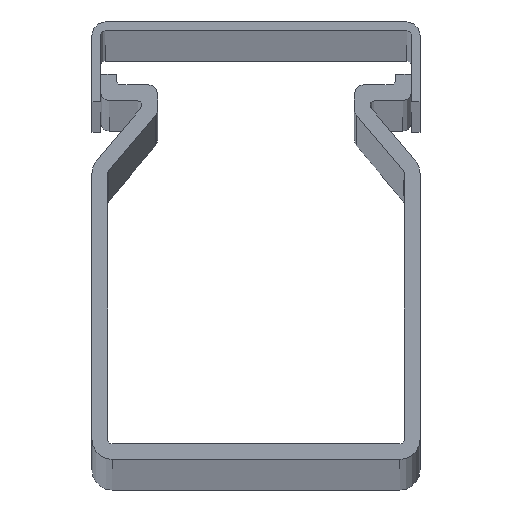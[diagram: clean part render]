
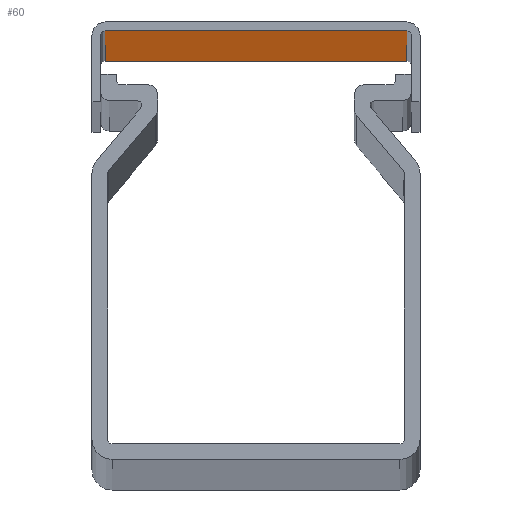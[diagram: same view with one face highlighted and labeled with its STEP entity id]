
A CAD part, top view. The second image highlights one B-rep face of the part: STEP entity #60.
In plain terms, the highlighted face is planar.
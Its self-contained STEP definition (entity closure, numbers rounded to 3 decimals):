
#60 = ADVANCED_FACE ( 'NONE', ( #2682 ), #2638, .T. ) ;
#259 = EDGE_CURVE ( 'NONE', #1704, #1778, #270, .T. ) ;
#270 = LINE ( 'NONE', #947, #914 ) ;
#438 = CARTESIAN_POINT ( 'NONE',  ( 0., 17.75, 74.066 ) ) ;
#544 = ORIENTED_EDGE ( 'NONE', *, *, #259, .T. ) ;
#713 = CARTESIAN_POINT ( 'NONE',  ( 0., -16.75, 74.066 ) ) ;
#765 = DIRECTION ( 'NONE',  ( 0., 0., -1. ) ) ;
#772 = CARTESIAN_POINT ( 'NONE',  ( 500., -10.5, 74.066 ) ) ;
#817 = VECTOR ( 'NONE', #2053, 1000. ) ;
#849 = ORIENTED_EDGE ( 'NONE', *, *, #1034, .F. ) ;
#914 = VECTOR ( 'NONE', #939, 1000. ) ;
#939 = DIRECTION ( 'NONE',  ( 1., 0., 0. ) ) ;
#947 = CARTESIAN_POINT ( 'NONE',  ( 500., 17.75, 74.066 ) ) ;
#963 = DIRECTION ( 'NONE',  ( -1., 0., 0. ) ) ;
#1012 = EDGE_LOOP ( 'NONE', ( #2666, #544, #849, #2253 ) ) ;
#1034 = EDGE_CURVE ( 'NONE', #1887, #1778, #1465, .T. ) ;
#1051 = VERTEX_POINT ( 'NONE', #713 ) ;
#1168 = CARTESIAN_POINT ( 'NONE',  ( 500., -16.75, 74.066 ) ) ;
#1465 = LINE ( 'NONE', #2737, #2408 ) ;
#1522 = CARTESIAN_POINT ( 'NONE',  ( 2000., -16.75, 74.066 ) ) ;
#1701 = DIRECTION ( 'NONE',  ( -1., 0., 0. ) ) ;
#1704 = VERTEX_POINT ( 'NONE', #438 ) ;
#1778 = VERTEX_POINT ( 'NONE', #2452 ) ;
#1805 = EDGE_CURVE ( 'NONE', #1887, #1051, #1903, .T. ) ;
#1816 = LINE ( 'NONE', #2032, #817 ) ;
#1887 = VERTEX_POINT ( 'NONE', #1522 ) ;
#1903 = LINE ( 'NONE', #1168, #2114 ) ;
#2032 = CARTESIAN_POINT ( 'NONE',  ( 0., -7.978, 74.066 ) ) ;
#2053 = DIRECTION ( 'NONE',  ( 0., -1., 0. ) ) ;
#2114 = VECTOR ( 'NONE', #1701, 1000. ) ;
#2220 = EDGE_CURVE ( 'NONE', #1704, #1051, #1816, .T. ) ;
#2253 = ORIENTED_EDGE ( 'NONE', *, *, #1805, .T. ) ;
#2408 = VECTOR ( 'NONE', #2663, 1000. ) ;
#2417 = AXIS2_PLACEMENT_3D ( 'NONE', #772, #765, #963 ) ;
#2452 = CARTESIAN_POINT ( 'NONE',  ( 2000., 17.75, 74.066 ) ) ;
#2638 = PLANE ( 'NONE',  #2417 ) ;
#2663 = DIRECTION ( 'NONE',  ( 0., 1., 0. ) ) ;
#2666 = ORIENTED_EDGE ( 'NONE', *, *, #2220, .F. ) ;
#2682 = FACE_OUTER_BOUND ( 'NONE', #1012, .T. ) ;
#2737 = CARTESIAN_POINT ( 'NONE',  ( 2000., -16.75, 74.066 ) ) ;
